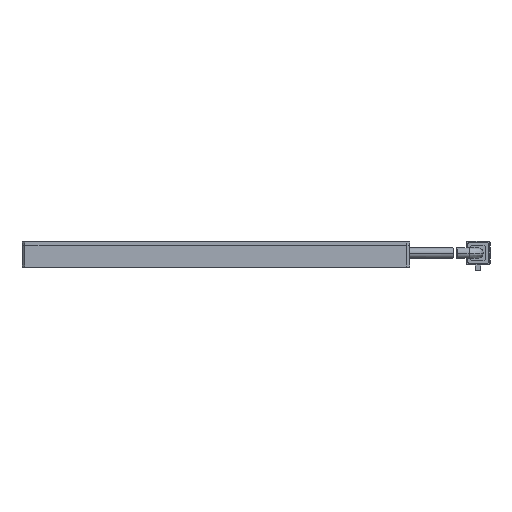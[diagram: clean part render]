
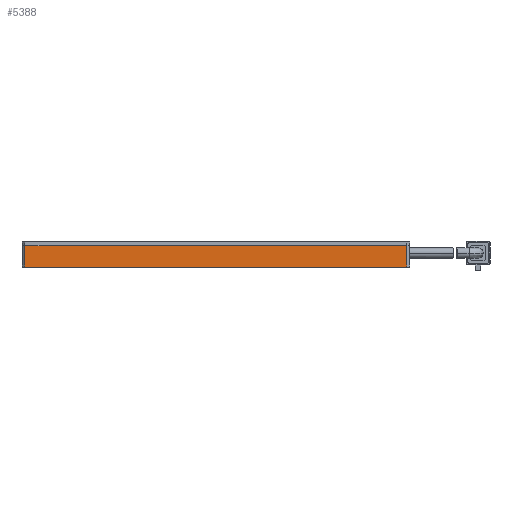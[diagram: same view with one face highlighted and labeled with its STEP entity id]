
A CAD part, front view. The second image highlights one B-rep face of the part: STEP entity #5388.
In plain terms, the highlighted planar face has unit normal (0, -1, 0).
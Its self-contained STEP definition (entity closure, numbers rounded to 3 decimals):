
#34 = PLANE ( 'NONE',  #3801 ) ;
#97 = CARTESIAN_POINT ( 'NONE',  ( -38.871, -40.941, 4.5 ) ) ;
#152 = CARTESIAN_POINT ( 'NONE',  ( 90.129, -40.941, 4.5 ) ) ;
#881 = ORIENTED_EDGE ( 'NONE', *, *, #5455, .F. ) ;
#1374 = CARTESIAN_POINT ( 'NONE',  ( -37.871, -40.941, -2.7 ) ) ;
#1413 = VECTOR ( 'NONE', #6844, 1000. ) ;
#1444 = DIRECTION ( 'NONE',  ( 0., 0., 1. ) ) ;
#1510 = ORIENTED_EDGE ( 'NONE', *, *, #2988, .T. ) ;
#2518 = ORIENTED_EDGE ( 'NONE', *, *, #8284, .F. ) ;
#2561 = VECTOR ( 'NONE', #6177, 1000. ) ;
#2988 = EDGE_CURVE ( 'NONE', #5456, #6175, #12827, .T. ) ;
#3801 = AXIS2_PLACEMENT_3D ( 'NONE', #97, #9487, #1444 ) ;
#3972 = EDGE_CURVE ( 'NONE', #13988, #10719, #14467, .T. ) ;
#4663 = VECTOR ( 'NONE', #12771, 1000. ) ;
#4779 = CARTESIAN_POINT ( 'NONE',  ( -38.871, -40.941, -2.7 ) ) ;
#5388 = ADVANCED_FACE ( 'NONE', ( #7088 ), #34, .F. ) ;
#5455 = EDGE_CURVE ( 'NONE', #5456, #13988, #8545, .T. ) ;
#5456 = VERTEX_POINT ( 'NONE', #13553 ) ;
#6175 = VERTEX_POINT ( 'NONE', #10626 ) ;
#6177 = DIRECTION ( 'NONE',  ( -1., 0., 0. ) ) ;
#6844 = DIRECTION ( 'NONE',  ( 0., 0., -1. ) ) ;
#7088 = FACE_OUTER_BOUND ( 'NONE', #15569, .T. ) ;
#7457 = DIRECTION ( 'NONE',  ( -1., 0., 0. ) ) ;
#8214 = LINE ( 'NONE', #12725, #4663 ) ;
#8284 = EDGE_CURVE ( 'NONE', #10719, #6175, #8214, .T. ) ;
#8545 = LINE ( 'NONE', #152, #1413 ) ;
#9265 = ORIENTED_EDGE ( 'NONE', *, *, #3972, .F. ) ;
#9487 = DIRECTION ( 'NONE',  ( 0., 1., 0. ) ) ;
#10626 = CARTESIAN_POINT ( 'NONE',  ( -37.871, -40.941, 4.5 ) ) ;
#10719 = VERTEX_POINT ( 'NONE', #1374 ) ;
#10888 = VECTOR ( 'NONE', #7457, 1000. ) ;
#12725 = CARTESIAN_POINT ( 'NONE',  ( -37.871, -40.941, 4.5 ) ) ;
#12771 = DIRECTION ( 'NONE',  ( 0., 0., 1. ) ) ;
#12827 = LINE ( 'NONE', #14230, #2561 ) ;
#13553 = CARTESIAN_POINT ( 'NONE',  ( 90.129, -40.941, 4.5 ) ) ;
#13572 = CARTESIAN_POINT ( 'NONE',  ( 90.129, -40.941, -2.7 ) ) ;
#13988 = VERTEX_POINT ( 'NONE', #13572 ) ;
#14230 = CARTESIAN_POINT ( 'NONE',  ( -38.871, -40.941, 4.5 ) ) ;
#14467 = LINE ( 'NONE', #4779, #10888 ) ;
#15569 = EDGE_LOOP ( 'NONE', ( #9265, #881, #1510, #2518 ) ) ;
